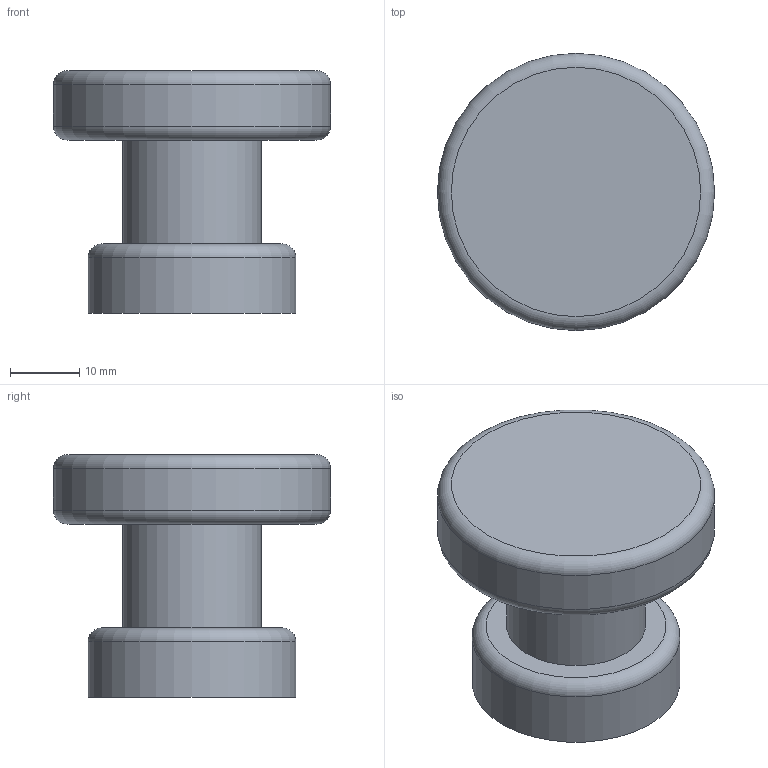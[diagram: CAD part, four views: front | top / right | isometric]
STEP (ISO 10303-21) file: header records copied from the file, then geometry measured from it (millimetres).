
FILE_DESCRIPTION(('FreeCAD Model'),'2;1');
FILE_NAME('Open CASCADE Shape Model','2024-08-17T02:02:20',(''),(''), 'Open CASCADE STEP processor 7.7','FreeCAD','Unknown');
FILE_SCHEMA(('AUTOMOTIVE_DESIGN { 1 0 10303 214 1 1 1 1 }'));
Length unit declared in the file: millimetre
Products named in the file (1): knob
Bounding box: 40 x 40 x 35 mm (x, y, z)
Volume: 24011.5 mm3; surface area: 6183.2 mm2
Topology: 1 solids, 1 shells, 12 faces, 20 edges, 12 vertices
Faces by surface type: cylinder 4, plane 4, torus 3, cone 1
Full cylindrical faces by diameter (mm): 3.9 x1, 20 x1, 30 x1, 40 x1
Entity records: 303 total; most frequent: DIRECTION 59, CARTESIAN_POINT 44, ORIENTED_EDGE 38, AXIS2_PLACEMENT_3D 27, EDGE_CURVE 19, FACE_BOUND 15, EDGE_LOOP 15, CIRCLE 14
